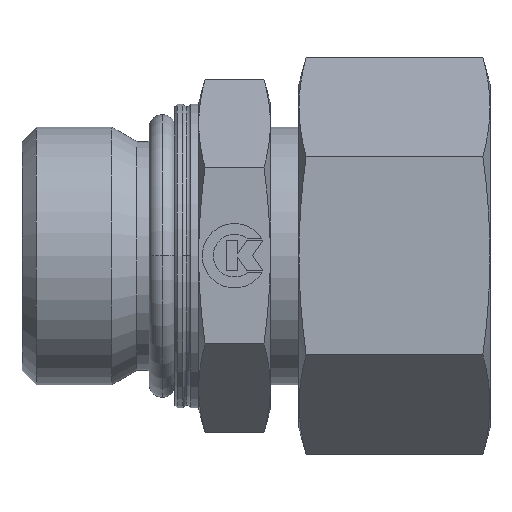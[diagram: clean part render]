
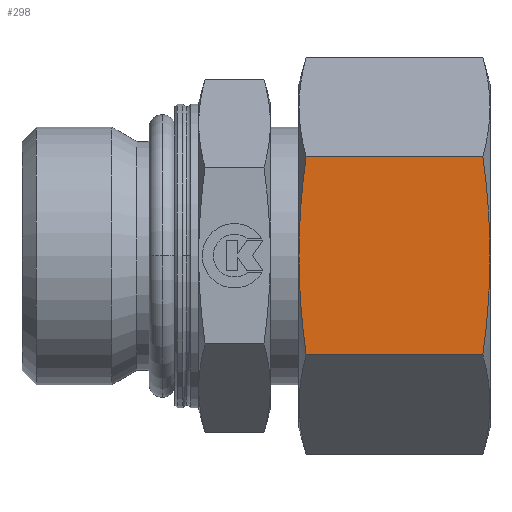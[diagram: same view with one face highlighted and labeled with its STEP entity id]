
A CAD part, top view. The second image highlights one B-rep face of the part: STEP entity #298.
In plain terms, the highlighted planar face has unit normal (0, 0, 1).
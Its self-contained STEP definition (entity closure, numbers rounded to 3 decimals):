
#298 = ADVANCED_FACE( '', ( #588 ), #589, .F. );
#588 = FACE_OUTER_BOUND( '', #902, .T. );
#589 = PLANE( '', #903 );
#902 = EDGE_LOOP( '', ( #1911, #1912, #1913, #1914, #1915, #1916 ) );
#903 = AXIS2_PLACEMENT_3D( '', #1917, #1918, #1919 );
#1911 = ORIENTED_EDGE( '', *, *, #2388, .F. );
#1912 = ORIENTED_EDGE( '', *, *, #2380, .F. );
#1913 = ORIENTED_EDGE( '', *, *, #2389, .F. );
#1914 = ORIENTED_EDGE( '', *, *, #2390, .F. );
#1915 = ORIENTED_EDGE( '', *, *, #2383, .T. );
#1916 = ORIENTED_EDGE( '', *, *, #2391, .F. );
#1917 = CARTESIAN_POINT( '', ( 29., -10.392, 18. ) );
#1918 = DIRECTION( '', ( 0., 0., -1. ) );
#1919 = DIRECTION( '', ( 0., -1., 0. ) );
#2380 = EDGE_CURVE( '', #2909, #2911, #2912, .T. );
#2383 = EDGE_CURVE( '', #2917, #2914, #2918, .T. );
#2388 = EDGE_CURVE( '', #2911, #2924, #2925, .T. );
#2389 = EDGE_CURVE( '', #2926, #2909, #2927, .T. );
#2390 = EDGE_CURVE( '', #2917, #2926, #2928, .T. );
#2391 = EDGE_CURVE( '', #2924, #2914, #2929, .T. );
#2909 = VERTEX_POINT( '', #3872 );
#2911 = VERTEX_POINT( '', #3883 );
#2912 = LINE( '', #3884, #3885 );
#2914 = VERTEX_POINT( '', #3896 );
#2917 = VERTEX_POINT( '', #3908 );
#2918 = LINE( '', #3909, #3910 );
#2924 = VERTEX_POINT( '', #3944 );
#2925 = ( B_SPLINE_CURVE( 2, ( #3946, #3947, #3948 ), .UNSPECIFIED., .F., .F. )B_SPLINE_CURVE_WITH_KNOTS( ( 3, 3 ), ( 8.684, 20.294 ), .UNSPECIFIED. )RATIONAL_B_SPLINE_CURVE( ( 1.058, 1.068, 1. ) )BOUNDED_CURVE(  )REPRESENTATION_ITEM( '' )GEOMETRIC_REPRESENTATION_ITEM(  )CURVE(  ) );
#2926 = VERTEX_POINT( '', #3955 );
#2927 = ( B_SPLINE_CURVE( 2, ( #3957, #3958, #3959 ), .UNSPECIFIED., .F., .F. )B_SPLINE_CURVE_WITH_KNOTS( ( 3, 3 ), ( 20.294, 31.904 ), .UNSPECIFIED. )RATIONAL_B_SPLINE_CURVE( ( 1., 1.068, 1.058 ) )BOUNDED_CURVE(  )REPRESENTATION_ITEM( '' )GEOMETRIC_REPRESENTATION_ITEM(  )CURVE(  ) );
#2928 = ( B_SPLINE_CURVE( 2, ( #3967, #3968, #3969 ), .UNSPECIFIED., .F., .F. )B_SPLINE_CURVE_WITH_KNOTS( ( 3, 3 ), ( 8.684, 20.294 ), .UNSPECIFIED. )RATIONAL_B_SPLINE_CURVE( ( 1.058, 1.068, 1. ) )BOUNDED_CURVE(  )REPRESENTATION_ITEM( '' )GEOMETRIC_REPRESENTATION_ITEM(  )CURVE(  ) );
#2929 = ( B_SPLINE_CURVE( 2, ( #3977, #3978, #3979 ), .UNSPECIFIED., .F., .F. )B_SPLINE_CURVE_WITH_KNOTS( ( 3, 3 ), ( 20.294, 31.904 ), .UNSPECIFIED. )RATIONAL_B_SPLINE_CURVE( ( 1., 1.068, 1.058 ) )BOUNDED_CURVE(  )REPRESENTATION_ITEM( '' )GEOMETRIC_REPRESENTATION_ITEM(  )CURVE(  ) );
#3872 = CARTESIAN_POINT( '', ( 28.254, -10.392, 18. ) );
#3883 = CARTESIAN_POINT( '', ( 9.746, -10.392, 18. ) );
#3884 = CARTESIAN_POINT( '', ( 29., -10.392, 18. ) );
#3885 = VECTOR( '', #4603, 1. );
#3896 = CARTESIAN_POINT( '', ( 9.746, 10.392, 18. ) );
#3908 = CARTESIAN_POINT( '', ( 28.254, 10.392, 18. ) );
#3909 = CARTESIAN_POINT( '', ( 29., 10.392, 18. ) );
#3910 = VECTOR( '', #4604, 1. );
#3944 = CARTESIAN_POINT( '', ( 9., 0., 18. ) );
#3946 = CARTESIAN_POINT( '', ( 9.746, -10.392, 18. ) );
#3947 = CARTESIAN_POINT( '', ( 9., -4.823, 18. ) );
#3948 = CARTESIAN_POINT( '', ( 9., 0., 18. ) );
#3955 = CARTESIAN_POINT( '', ( 29., 0., 18. ) );
#3957 = CARTESIAN_POINT( '', ( 29., 0., 18. ) );
#3958 = CARTESIAN_POINT( '', ( 29., -4.823, 18. ) );
#3959 = CARTESIAN_POINT( '', ( 28.254, -10.392, 18. ) );
#3967 = CARTESIAN_POINT( '', ( 28.254, 10.392, 18. ) );
#3968 = CARTESIAN_POINT( '', ( 29., 4.823, 18. ) );
#3969 = CARTESIAN_POINT( '', ( 29., 0., 18. ) );
#3977 = CARTESIAN_POINT( '', ( 9., 0., 18. ) );
#3978 = CARTESIAN_POINT( '', ( 9., 4.823, 18. ) );
#3979 = CARTESIAN_POINT( '', ( 9.746, 10.392, 18. ) );
#4603 = DIRECTION( '', ( -1., 0., 0. ) );
#4604 = DIRECTION( '', ( -1., 0., 0. ) );
